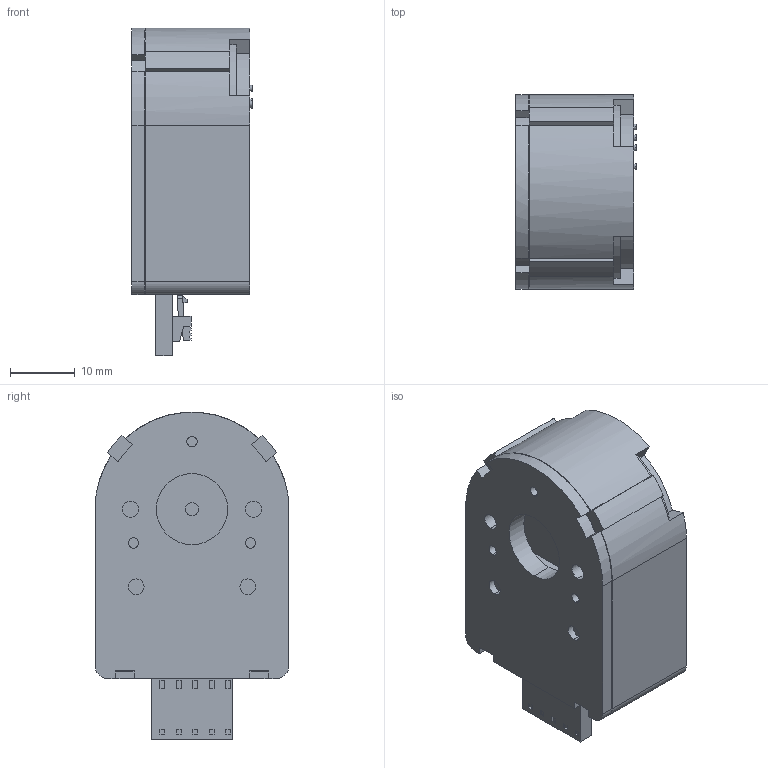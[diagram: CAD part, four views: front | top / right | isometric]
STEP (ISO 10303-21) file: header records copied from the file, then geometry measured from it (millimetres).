
FILE_DESCRIPTION (( 'STEP AP214' ), '1' );
FILE_NAME ('User Library-AVAGO-HEDS-5540-A1.STEP', '2022-10-06T08:52:26', ( '' ), ( '' ), 'SwSTEP 2.0', 'SolidWorks 2022', '' );
FILE_SCHEMA (( 'AUTOMOTIVE_DESIGN' ));
Length unit declared in the file: millimetre
Products named in the file (8): User Library-AVAGO-HEDS-5540-A1; HEDM-512; BASE-HEDS-5540; 050579405; HEDS-9040; ASM0001_ASM; ENCODER_ASSY_ASM; BOX-HEDS-5540
Assembly tree (7 placements, depth 4):
  User Library-AVAGO-HEDS-5540-A1
    BOX-HEDS-5540
    ENCODER_ASSY_ASM
      ASM0001_ASM
        HEDS-9040
        HEDM-512
        050579405
    BASE-HEDS-5540
Bounding box: 18.7 x 30 x 50.68 mm (x, y, z)
Volume: 10892.9 mm3; surface area: 13082.6 mm2
Topology: 6 solids, 6 shells, 546 faces, 1422 edges, 928 vertices
Faces by surface type: plane 429, cylinder 103, cone 12, bspline 2
Entity records: 17076 total; most frequent: CARTESIAN_POINT 3112, ORIENTED_EDGE 2844, DIRECTION 2759, EDGE_CURVE 1422, LINE 1193, VECTOR 1193, VERTEX_POINT 928, AXIS2_PLACEMENT_3D 783
